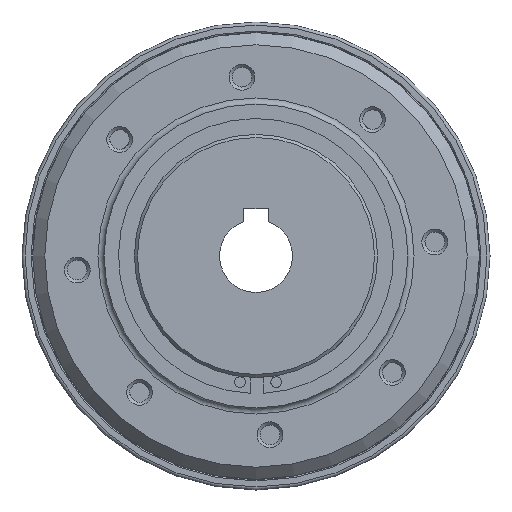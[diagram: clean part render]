
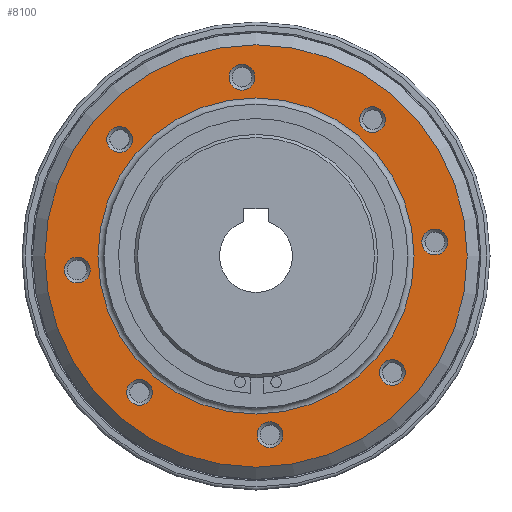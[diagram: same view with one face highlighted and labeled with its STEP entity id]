
A CAD part, left-side view. The second image highlights one B-rep face of the part: STEP entity #8100.
In plain terms, the highlighted planar face has unit normal (-1, 0, 0).
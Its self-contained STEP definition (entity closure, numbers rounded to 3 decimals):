
#881=PLANE('',#9208);
#3642=ORIENTED_EDGE('',*,*,#4953,.T.);
#3643=ORIENTED_EDGE('',*,*,#4954,.T.);
#3644=ORIENTED_EDGE('',*,*,#4955,.T.);
#3645=ORIENTED_EDGE('',*,*,#4956,.T.);
#3646=ORIENTED_EDGE('',*,*,#4957,.T.);
#3647=ORIENTED_EDGE('',*,*,#4958,.T.);
#3648=ORIENTED_EDGE('',*,*,#4959,.T.);
#3649=ORIENTED_EDGE('',*,*,#4960,.T.);
#3650=ORIENTED_EDGE('',*,*,#4961,.T.);
#3651=ORIENTED_EDGE('',*,*,#4962,.T.);
#4953=EDGE_CURVE('',#5784,#5784,#6090,.F.);
#4954=EDGE_CURVE('',#5785,#5785,#6091,.T.);
#4955=EDGE_CURVE('',#5786,#5786,#6092,.T.);
#4956=EDGE_CURVE('',#5787,#5787,#6093,.T.);
#4957=EDGE_CURVE('',#5788,#5788,#6094,.T.);
#4958=EDGE_CURVE('',#5789,#5789,#6095,.T.);
#4959=EDGE_CURVE('',#5790,#5790,#6096,.T.);
#4960=EDGE_CURVE('',#5791,#5791,#6097,.T.);
#4961=EDGE_CURVE('',#5792,#5792,#6098,.T.);
#4962=EDGE_CURVE('',#5793,#5793,#6099,.T.);
#5784=VERTEX_POINT('',#16190);
#5785=VERTEX_POINT('',#16192);
#5786=VERTEX_POINT('',#16194);
#5787=VERTEX_POINT('',#16196);
#5788=VERTEX_POINT('',#16198);
#5789=VERTEX_POINT('',#16200);
#5790=VERTEX_POINT('',#16202);
#5791=VERTEX_POINT('',#16204);
#5792=VERTEX_POINT('',#16206);
#5793=VERTEX_POINT('',#16208);
#6090=CIRCLE('',#9209,34.75);
#6091=CIRCLE('',#9210,26.);
#6092=CIRCLE('',#9211,2.121);
#6093=CIRCLE('',#9212,2.121);
#6094=CIRCLE('',#9213,2.121);
#6095=CIRCLE('',#9214,2.121);
#6096=CIRCLE('',#9215,2.121);
#6097=CIRCLE('',#9216,2.121);
#6098=CIRCLE('',#9217,2.121);
#6099=CIRCLE('',#9218,2.121);
#6698=EDGE_LOOP('',(#3642));
#6699=EDGE_LOOP('',(#3643));
#6700=EDGE_LOOP('',(#3644));
#6701=EDGE_LOOP('',(#3645));
#6702=EDGE_LOOP('',(#3646));
#6703=EDGE_LOOP('',(#3647));
#6704=EDGE_LOOP('',(#3648));
#6705=EDGE_LOOP('',(#3649));
#6706=EDGE_LOOP('',(#3650));
#6707=EDGE_LOOP('',(#3651));
#7424=FACE_BOUND('',#6698,.T.);
#7425=FACE_BOUND('',#6699,.T.);
#7426=FACE_BOUND('',#6700,.T.);
#7427=FACE_BOUND('',#6701,.T.);
#7428=FACE_BOUND('',#6702,.T.);
#7429=FACE_BOUND('',#6703,.T.);
#7430=FACE_BOUND('',#6704,.T.);
#7431=FACE_BOUND('',#6705,.T.);
#7432=FACE_BOUND('',#6706,.T.);
#7433=FACE_BOUND('',#6707,.T.);
#8100=ADVANCED_FACE('',(#7424,#7425,#7426,#7427,#7428,#7429,#7430,#7431,
#7432,#7433),#881,.F.);
#9208=AXIS2_PLACEMENT_3D('',#16188,#10934,#10935);
#9209=AXIS2_PLACEMENT_3D('',#16189,#10936,#10937);
#9210=AXIS2_PLACEMENT_3D('',#16191,#10938,#10939);
#9211=AXIS2_PLACEMENT_3D('',#16193,#10940,#10941);
#9212=AXIS2_PLACEMENT_3D('',#16195,#10942,#10943);
#9213=AXIS2_PLACEMENT_3D('',#16197,#10944,#10945);
#9214=AXIS2_PLACEMENT_3D('',#16199,#10946,#10947);
#9215=AXIS2_PLACEMENT_3D('',#16201,#10948,#10949);
#9216=AXIS2_PLACEMENT_3D('',#16203,#10950,#10951);
#9217=AXIS2_PLACEMENT_3D('',#16205,#10952,#10953);
#9218=AXIS2_PLACEMENT_3D('',#16207,#10954,#10955);
#10934=DIRECTION('',(1.,0.,0.));
#10935=DIRECTION('',(0.,0.,-1.));
#10936=DIRECTION('',(1.,0.,0.));
#10937=DIRECTION('',(0.,0.,-1.));
#10938=DIRECTION('',(1.,0.,0.));
#10939=DIRECTION('',(0.,0.,-1.));
#10940=DIRECTION('',(1.,0.,0.));
#10941=DIRECTION('',(0.,0.,-1.));
#10942=DIRECTION('',(1.,0.,0.));
#10943=DIRECTION('',(0.,0.,-1.));
#10944=DIRECTION('',(1.,0.,0.));
#10945=DIRECTION('',(0.,0.,-1.));
#10946=DIRECTION('',(1.,0.,0.));
#10947=DIRECTION('',(0.,0.,-1.));
#10948=DIRECTION('',(1.,0.,0.));
#10949=DIRECTION('',(0.,0.,-1.));
#10950=DIRECTION('',(1.,0.,0.));
#10951=DIRECTION('',(0.,0.,-1.));
#10952=DIRECTION('',(1.,0.,0.));
#10953=DIRECTION('',(0.,0.,-1.));
#10954=DIRECTION('',(1.,0.,0.));
#10955=DIRECTION('',(0.,0.,-1.));
#16188=CARTESIAN_POINT('',(-0.5,0.,36.75));
#16189=CARTESIAN_POINT('',(-0.5,0.,0.));
#16190=CARTESIAN_POINT('',(-0.5,0.,-34.75));
#16191=CARTESIAN_POINT('',(-0.5,0.,0.));
#16192=CARTESIAN_POINT('',(-0.5,0.,-26.));
#16193=CARTESIAN_POINT('',(-0.5,29.409,-2.315));
#16194=CARTESIAN_POINT('',(-0.5,29.409,-4.436));
#16195=CARTESIAN_POINT('',(-0.5,22.432,19.159));
#16196=CARTESIAN_POINT('',(-0.5,22.432,17.038));
#16197=CARTESIAN_POINT('',(-0.5,2.315,29.409));
#16198=CARTESIAN_POINT('',(-0.5,2.315,27.288));
#16199=CARTESIAN_POINT('',(-0.5,-19.159,22.432));
#16200=CARTESIAN_POINT('',(-0.5,-19.159,20.311));
#16201=CARTESIAN_POINT('',(-0.5,-29.409,2.315));
#16202=CARTESIAN_POINT('',(-0.5,-29.409,0.194));
#16203=CARTESIAN_POINT('',(-0.5,19.159,-22.432));
#16204=CARTESIAN_POINT('',(-0.5,19.159,-24.553));
#16205=CARTESIAN_POINT('',(-0.5,-2.315,-29.409));
#16206=CARTESIAN_POINT('',(-0.5,-2.315,-31.53));
#16207=CARTESIAN_POINT('',(-0.5,-22.432,-19.159));
#16208=CARTESIAN_POINT('',(-0.5,-22.432,-21.28));
